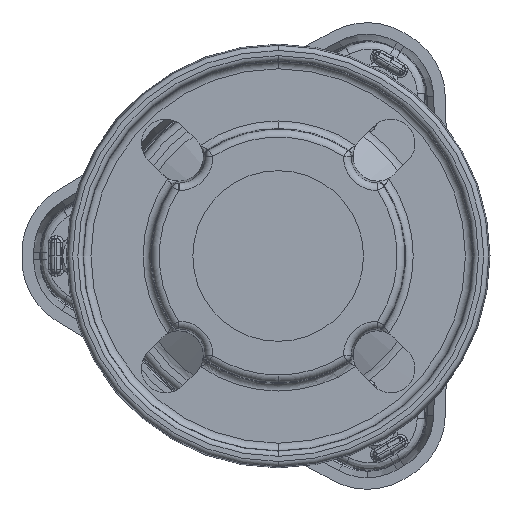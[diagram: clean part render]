
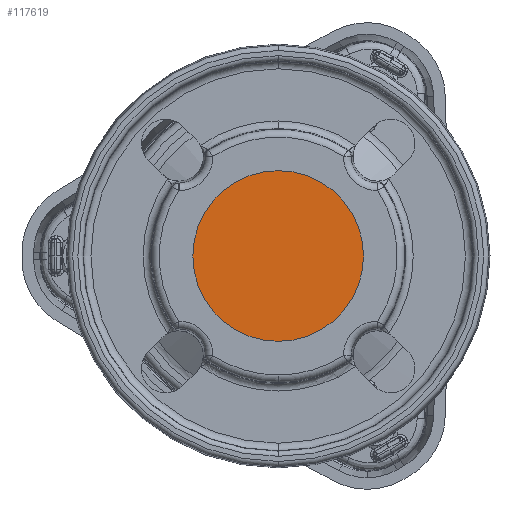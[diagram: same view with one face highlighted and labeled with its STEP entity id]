
A CAD part, left-side view. The second image highlights one B-rep face of the part: STEP entity #117619.
In plain terms, the highlighted planar face has unit normal (-1, 0, 0).
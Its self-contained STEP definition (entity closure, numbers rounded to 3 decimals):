
#9051 = AXIS2_PLACEMENT_3D ( 'NONE', #68191, #151719, #116199 ) ;
#20600 = EDGE_LOOP ( 'NONE', ( #105432, #81668 ) ) ;
#22579 = VERTEX_POINT ( 'NONE', #151626 ) ;
#38319 = CARTESIAN_POINT ( 'NONE',  ( 1., 0., 0. ) ) ;
#43036 = CARTESIAN_POINT ( 'NONE',  ( 1., 0., 0. ) ) ;
#52989 = CARTESIAN_POINT ( 'NONE',  ( 1., 0., -33.5 ) ) ;
#56226 = PLANE ( 'NONE',  #9051 ) ;
#68191 = CARTESIAN_POINT ( 'NONE',  ( 1., 0., 0. ) ) ;
#81668 = ORIENTED_EDGE ( 'NONE', *, *, #92881, .T. ) ;
#85307 = DIRECTION ( 'NONE',  ( 0., 0., 1. ) ) ;
#92881 = EDGE_CURVE ( 'NONE', #112305, #22579, #140663, .T. ) ;
#105432 = ORIENTED_EDGE ( 'NONE', *, *, #136260, .T. ) ;
#109832 = DIRECTION ( 'NONE',  ( -1., 0., 0. ) ) ;
#112305 = VERTEX_POINT ( 'NONE', #52989 ) ;
#115591 = DIRECTION ( 'NONE',  ( -1., 0., 0. ) ) ;
#116199 = DIRECTION ( 'NONE',  ( 0., 0., 1. ) ) ;
#117619 = ADVANCED_FACE ( 'NONE', ( #123426 ), #56226, .T. ) ;
#121237 = AXIS2_PLACEMENT_3D ( 'NONE', #43036, #115591, #139567 ) ;
#123426 = FACE_OUTER_BOUND ( 'NONE', #20600, .T. ) ;
#136260 = EDGE_CURVE ( 'NONE', #22579, #112305, #146053, .T. ) ;
#139567 = DIRECTION ( 'NONE',  ( 0., 0., 1. ) ) ;
#140663 = CIRCLE ( 'NONE', #140811, 33.5 ) ;
#140811 = AXIS2_PLACEMENT_3D ( 'NONE', #38319, #109832, #85307 ) ;
#146053 = CIRCLE ( 'NONE', #121237, 33.5 ) ;
#151626 = CARTESIAN_POINT ( 'NONE',  ( 1., 0., 33.5 ) ) ;
#151719 = DIRECTION ( 'NONE',  ( -1., 0., 0. ) ) ;
